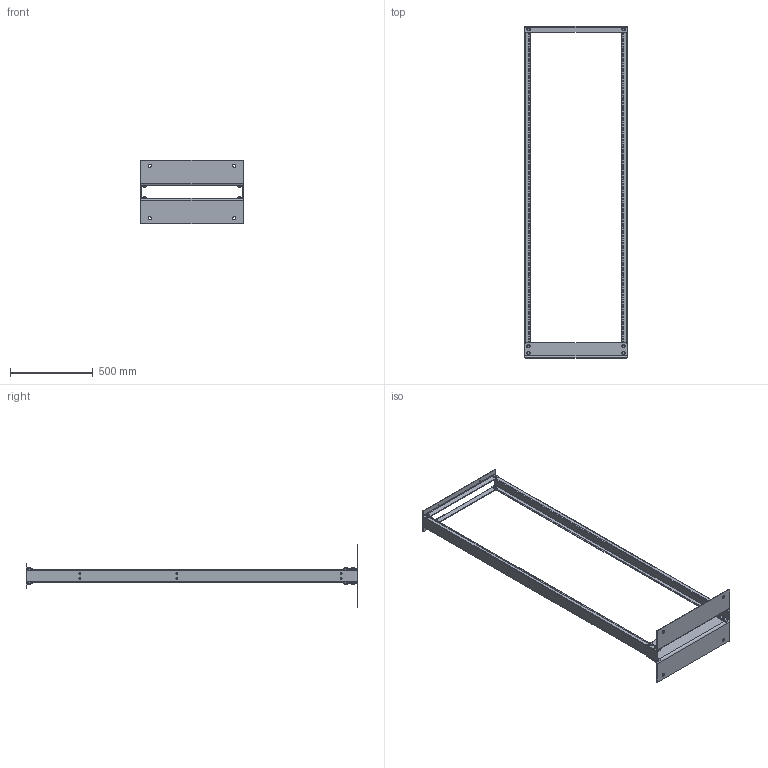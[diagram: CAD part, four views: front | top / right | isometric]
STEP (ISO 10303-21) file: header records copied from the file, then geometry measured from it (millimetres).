
FILE_DESCRIPTION (( 'STEP AP214' ), '1' );
FILE_NAME ('LC23IN2P42U-T_3D.step', '2024-03-11T20:08:38', ( '' ), ( '' ), 'SwSTEP 2.0', 'SolidWorks 2022', '' );
FILE_SCHEMA (( 'AUTOMOTIVE_DESIGN' ));
Length unit declared in the file: inch
Products named in the file (9): 10.10.030301.0008_42U-Ô²¿×; LC23IN2P42U-T_3D; 1.02.01.102011000; 10.10.030302.0003; 1.02.03.102030715; 1.02.03.102030838; 1.02.02.102026021; 10.10.030303.0001; 10.20.030301.0008
Assembly tree (49 placements, depth 3):
  LC23IN2P42U-T_3D
    10.10.030303.0001  x2
    10.10.030302.0003  x2
    10.20.030301.0008  x2
      10.10.030301.0008_42U-Ô²¿×
      1.02.02.102026021
    1.02.01.102011000  x12
    1.02.03.102030715  x12
    1.02.03.102030838  x12
Bounding box: 616.45 x 1999.75 x 381 mm (x, y, z)
Volume: 3200504.7 mm3; surface area: 1894459.3 mm2
Topology: 54 solids, 54 shells, 3084 faces, 8532 edges, 5592 vertices
Faces by surface type: cylinder 1748, plane 1072, cone 240, bspline 24
Entity records: 27539 total; most frequent: DIRECTION 5021, CARTESIAN_POINT 4732, ORIENTED_EDGE 4362, EDGE_CURVE 2181, AXIS2_PLACEMENT_3D 2067, VERTEX_POINT 1446, EDGE_LOOP 1307, CIRCLE 1264
